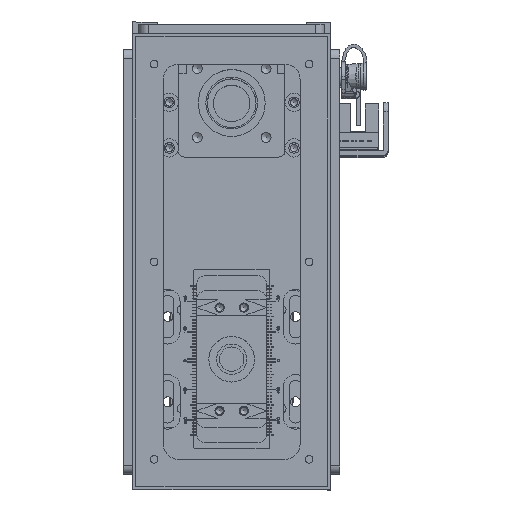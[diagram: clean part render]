
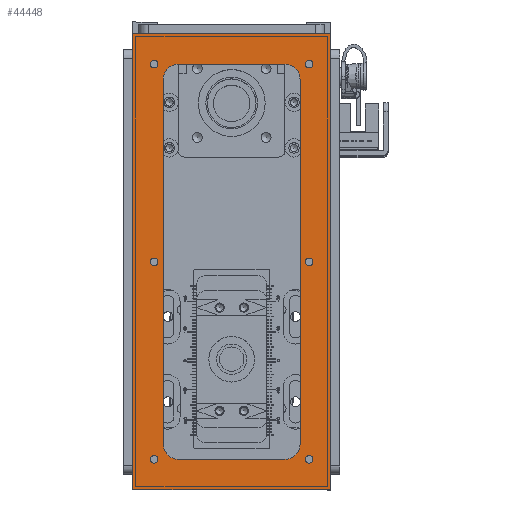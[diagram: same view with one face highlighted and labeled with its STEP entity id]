
A CAD part, top view. The second image highlights one B-rep face of the part: STEP entity #44448.
In plain terms, the highlighted planar face has unit normal (0, 0, 1).
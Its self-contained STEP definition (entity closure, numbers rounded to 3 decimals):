
#1612=FACE_BOUND('',#8103,.T.);
#1613=FACE_BOUND('',#8104,.T.);
#1614=FACE_BOUND('',#8105,.T.);
#1615=FACE_BOUND('',#8106,.T.);
#1616=FACE_BOUND('',#8107,.T.);
#1617=FACE_BOUND('',#8108,.T.);
#1618=FACE_BOUND('',#8109,.T.);
#3167=PLANE('',#48301);
#5406=FACE_OUTER_BOUND('',#8102,.T.);
#8102=EDGE_LOOP('',(#41538,#41539,#41540,#41541));
#8103=EDGE_LOOP('',(#41542));
#8104=EDGE_LOOP('',(#41543));
#8105=EDGE_LOOP('',(#41544));
#8106=EDGE_LOOP('',(#41545));
#8107=EDGE_LOOP('',(#41546));
#8108=EDGE_LOOP('',(#41547));
#8109=EDGE_LOOP('',(#41548,#41549,#41550,#41551,#41552,#41553,#41554,#41555));
#12773=LINE('',#74447,#17564);
#12779=LINE('',#74462,#17570);
#12783=LINE('',#74474,#17574);
#12786=LINE('',#74483,#17577);
#12895=LINE('',#74848,#17686);
#12899=LINE('',#74856,#17690);
#12902=LINE('',#74862,#17693);
#12905=LINE('',#74867,#17696);
#17564=VECTOR('',#59634,10.);
#17570=VECTOR('',#59648,10.);
#17574=VECTOR('',#59660,10.);
#17577=VECTOR('',#59671,10.);
#17686=VECTOR('',#60048,10.);
#17690=VECTOR('',#60054,10.);
#17693=VECTOR('',#60059,10.);
#17696=VECTOR('',#60064,10.);
#18811=CIRCLE('',#48148,5.);
#18813=CIRCLE('',#48152,5.);
#18815=CIRCLE('',#48156,5.);
#18817=CIRCLE('',#48160,5.);
#18831=CIRCLE('',#48182,1.23);
#18833=CIRCLE('',#48185,1.23);
#18835=CIRCLE('',#48188,1.23);
#18837=CIRCLE('',#48191,1.23);
#18839=CIRCLE('',#48194,1.23);
#18841=CIRCLE('',#48197,1.23);
#22856=VERTEX_POINT('',#74437);
#22857=VERTEX_POINT('',#74438);
#22860=VERTEX_POINT('',#74446);
#22862=VERTEX_POINT('',#74452);
#22863=VERTEX_POINT('',#74453);
#22866=VERTEX_POINT('',#74464);
#22867=VERTEX_POINT('',#74465);
#22870=VERTEX_POINT('',#74476);
#22884=VERTEX_POINT('',#74521);
#22886=VERTEX_POINT('',#74527);
#22888=VERTEX_POINT('',#74533);
#22890=VERTEX_POINT('',#74539);
#22892=VERTEX_POINT('',#74545);
#22894=VERTEX_POINT('',#74551);
#22992=VERTEX_POINT('',#74846);
#22993=VERTEX_POINT('',#74847);
#22996=VERTEX_POINT('',#74855);
#22998=VERTEX_POINT('',#74861);
#28974=EDGE_CURVE('',#22856,#22857,#18811,.T.);
#28978=EDGE_CURVE('',#22860,#22857,#12773,.T.);
#28981=EDGE_CURVE('',#22862,#22863,#18813,.T.);
#28986=EDGE_CURVE('',#22856,#22863,#12779,.T.);
#28987=EDGE_CURVE('',#22866,#22867,#18815,.T.);
#28992=EDGE_CURVE('',#22862,#22867,#12783,.T.);
#28993=EDGE_CURVE('',#22860,#22870,#18817,.T.);
#28997=EDGE_CURVE('',#22866,#22870,#12786,.T.);
#29016=EDGE_CURVE('',#22884,#22884,#18831,.T.);
#29019=EDGE_CURVE('',#22886,#22886,#18833,.T.);
#29022=EDGE_CURVE('',#22888,#22888,#18835,.T.);
#29025=EDGE_CURVE('',#22890,#22890,#18837,.T.);
#29028=EDGE_CURVE('',#22892,#22892,#18839,.T.);
#29031=EDGE_CURVE('',#22894,#22894,#18841,.T.);
#29178=EDGE_CURVE('',#22992,#22993,#12895,.T.);
#29182=EDGE_CURVE('',#22996,#22992,#12899,.T.);
#29185=EDGE_CURVE('',#22998,#22996,#12902,.T.);
#29188=EDGE_CURVE('',#22993,#22998,#12905,.T.);
#41538=ORIENTED_EDGE('',*,*,#29188,.F.);
#41539=ORIENTED_EDGE('',*,*,#29178,.F.);
#41540=ORIENTED_EDGE('',*,*,#29182,.F.);
#41541=ORIENTED_EDGE('',*,*,#29185,.F.);
#41542=ORIENTED_EDGE('',*,*,#29016,.T.);
#41543=ORIENTED_EDGE('',*,*,#29019,.T.);
#41544=ORIENTED_EDGE('',*,*,#29022,.T.);
#41545=ORIENTED_EDGE('',*,*,#29025,.T.);
#41546=ORIENTED_EDGE('',*,*,#29028,.T.);
#41547=ORIENTED_EDGE('',*,*,#29031,.T.);
#41548=ORIENTED_EDGE('',*,*,#28978,.T.);
#41549=ORIENTED_EDGE('',*,*,#28974,.F.);
#41550=ORIENTED_EDGE('',*,*,#28986,.T.);
#41551=ORIENTED_EDGE('',*,*,#28981,.F.);
#41552=ORIENTED_EDGE('',*,*,#28992,.T.);
#41553=ORIENTED_EDGE('',*,*,#28987,.F.);
#41554=ORIENTED_EDGE('',*,*,#28997,.T.);
#41555=ORIENTED_EDGE('',*,*,#28993,.F.);
#44448=ADVANCED_FACE('',(#5406,#1612,#1613,#1614,#1615,#1616,#1617,#1618),
#3167,.T.);
#48148=AXIS2_PLACEMENT_3D('',#74439,#59626,#59627);
#48152=AXIS2_PLACEMENT_3D('',#74454,#59639,#59640);
#48156=AXIS2_PLACEMENT_3D('',#74466,#59651,#59652);
#48160=AXIS2_PLACEMENT_3D('',#74477,#59663,#59664);
#48182=AXIS2_PLACEMENT_3D('',#74522,#59716,#59717);
#48185=AXIS2_PLACEMENT_3D('',#74528,#59723,#59724);
#48188=AXIS2_PLACEMENT_3D('',#74534,#59730,#59731);
#48191=AXIS2_PLACEMENT_3D('',#74540,#59737,#59738);
#48194=AXIS2_PLACEMENT_3D('',#74546,#59744,#59745);
#48197=AXIS2_PLACEMENT_3D('',#74552,#59751,#59752);
#48301=AXIS2_PLACEMENT_3D('',#74870,#60068,#60069);
#59626=DIRECTION('center_axis',(0.,0.,1.));
#59627=DIRECTION('ref_axis',(0.707,0.707,0.));
#59634=DIRECTION('',(1.,0.,0.));
#59639=DIRECTION('center_axis',(0.,0.,1.));
#59640=DIRECTION('ref_axis',(0.707,-0.707,0.));
#59648=DIRECTION('',(0.,-1.,0.));
#59651=DIRECTION('center_axis',(0.,0.,1.));
#59652=DIRECTION('ref_axis',(-0.707,-0.707,0.));
#59660=DIRECTION('',(-1.,0.,0.));
#59663=DIRECTION('center_axis',(0.,0.,1.));
#59664=DIRECTION('ref_axis',(-0.707,0.707,0.));
#59671=DIRECTION('',(0.,1.,0.));
#59716=DIRECTION('center_axis',(0.,0.,-1.));
#59717=DIRECTION('ref_axis',(1.,0.,0.));
#59723=DIRECTION('center_axis',(0.,0.,-1.));
#59724=DIRECTION('ref_axis',(1.,0.,0.));
#59730=DIRECTION('center_axis',(0.,0.,-1.));
#59731=DIRECTION('ref_axis',(1.,0.,0.));
#59737=DIRECTION('center_axis',(0.,0.,-1.));
#59738=DIRECTION('ref_axis',(1.,0.,0.));
#59744=DIRECTION('center_axis',(0.,0.,-1.));
#59745=DIRECTION('ref_axis',(1.,0.,0.));
#59751=DIRECTION('center_axis',(0.,0.,-1.));
#59752=DIRECTION('ref_axis',(1.,0.,0.));
#60048=DIRECTION('',(0.,1.,0.));
#60054=DIRECTION('',(-1.,0.,0.));
#60059=DIRECTION('',(0.,-1.,0.));
#60064=DIRECTION('',(1.,0.,0.));
#60068=DIRECTION('center_axis',(0.,0.,1.));
#60069=DIRECTION('ref_axis',(1.,0.,0.));
#74437=CARTESIAN_POINT('',(65.,17.5,0.));
#74438=CARTESIAN_POINT('',(60.,22.5,0.));
#74439=CARTESIAN_POINT('Origin',(60.,17.5,0.));
#74446=CARTESIAN_POINT('',(-60.,22.5,0.));
#74447=CARTESIAN_POINT('',(-32.5,22.5,0.));
#74452=CARTESIAN_POINT('',(60.,-22.5,0.));
#74453=CARTESIAN_POINT('',(65.,-17.5,0.));
#74454=CARTESIAN_POINT('Origin',(60.,-17.5,0.));
#74462=CARTESIAN_POINT('',(65.,11.25,0.));
#74464=CARTESIAN_POINT('',(-65.,-17.5,0.));
#74465=CARTESIAN_POINT('',(-60.,-22.5,0.));
#74466=CARTESIAN_POINT('Origin',(-60.,-17.5,0.));
#74474=CARTESIAN_POINT('',(32.5,-22.5,0.));
#74476=CARTESIAN_POINT('',(-65.,17.5,0.));
#74477=CARTESIAN_POINT('Origin',(-60.,17.5,0.));
#74483=CARTESIAN_POINT('',(-65.,-11.25,0.));
#74521=CARTESIAN_POINT('',(-1.23,25.5,0.));
#74522=CARTESIAN_POINT('Origin',(0.,25.5,0.));
#74527=CARTESIAN_POINT('',(63.771,-25.5,0.));
#74528=CARTESIAN_POINT('Origin',(65.,-25.5,0.));
#74533=CARTESIAN_POINT('',(-66.23,25.5,0.));
#74534=CARTESIAN_POINT('Origin',(-65.,25.5,0.));
#74539=CARTESIAN_POINT('',(-66.23,-25.5,0.));
#74540=CARTESIAN_POINT('Origin',(-65.,-25.5,0.));
#74545=CARTESIAN_POINT('',(63.771,25.5,0.));
#74546=CARTESIAN_POINT('Origin',(65.,25.5,0.));
#74551=CARTESIAN_POINT('',(-1.23,-25.5,0.));
#74552=CARTESIAN_POINT('Origin',(0.,-25.5,0.));
#74846=CARTESIAN_POINT('',(-75.,-32.5,0.));
#74847=CARTESIAN_POINT('',(-75.,32.5,0.));
#74848=CARTESIAN_POINT('',(-75.,-32.5,0.));
#74855=CARTESIAN_POINT('',(75.,-32.5,0.));
#74856=CARTESIAN_POINT('',(75.,-32.5,0.));
#74861=CARTESIAN_POINT('',(75.,32.5,0.));
#74862=CARTESIAN_POINT('',(75.,32.5,0.));
#74867=CARTESIAN_POINT('',(-75.,32.5,0.));
#74870=CARTESIAN_POINT('Origin',(0.,0.,0.));
